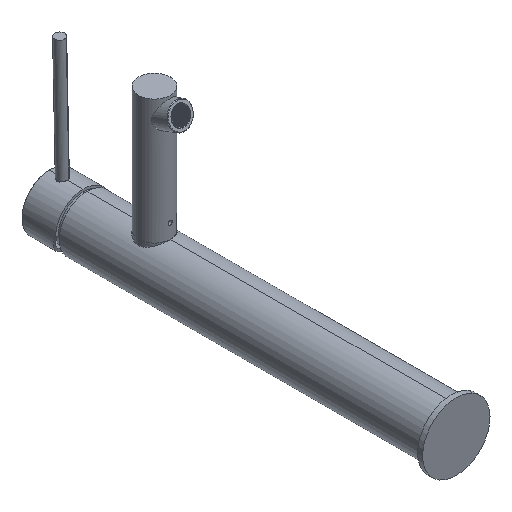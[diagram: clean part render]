
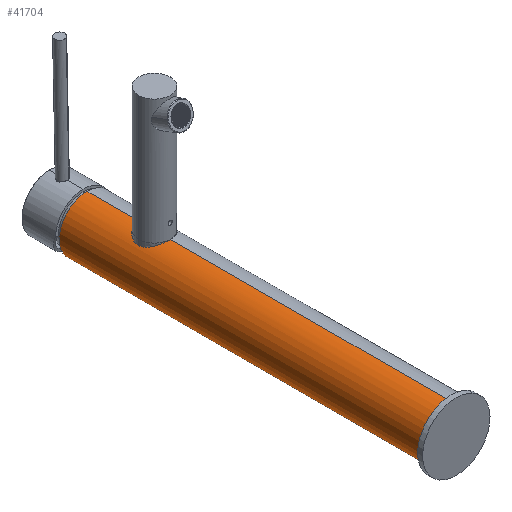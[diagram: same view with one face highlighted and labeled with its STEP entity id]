
A CAD part, isometric view. The second image highlights one B-rep face of the part: STEP entity #41704.
In plain terms, the highlighted cylindrical face has radius 22.225 mm (diameter 44.45 mm), a partial arc.
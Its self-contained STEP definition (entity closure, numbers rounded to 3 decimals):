
#452 = CARTESIAN_POINT ( 'NONE',  ( -7.867, 248.169, 10.289 ) ) ;
#783 = VERTEX_POINT ( 'NONE', #36391 ) ;
#1562 = CARTESIAN_POINT ( 'NONE',  ( 0., 292., 11.725 ) ) ;
#1865 = CARTESIAN_POINT ( 'NONE',  ( -3.016, 225.502, 11.523 ) ) ;
#2576 = CARTESIAN_POINT ( 'NONE',  ( -0.046, 225.15, 11.725 ) ) ;
#2927 = CARTESIAN_POINT ( 'NONE',  ( -10.905, 231.19, 8.868 ) ) ;
#3277 = CARTESIAN_POINT ( 'NONE',  ( -11.514, 232.28, 8.511 ) ) ;
#3643 = EDGE_CURVE ( 'NONE', #41425, #4949, #35685, .T. ) ;
#4236 = CARTESIAN_POINT ( 'NONE',  ( 0., 250.85, 11.725 ) ) ;
#4949 = VERTEX_POINT ( 'NONE', #43746 ) ;
#5847 = CARTESIAN_POINT ( 'NONE',  ( -6.498, 249.118, 10.767 ) ) ;
#7225 = CARTESIAN_POINT ( 'NONE',  ( 0., 292., -10.5 ) ) ;
#7815 = DIRECTION ( 'NONE',  ( 0., -1., 0. ) ) ;
#7965 = CARTESIAN_POINT ( 'NONE',  ( -12.159, 233.822, 8.104 ) ) ;
#8316 = CARTESIAN_POINT ( 'NONE',  ( -11.12, 231.548, 8.744 ) ) ;
#12973 = CARTESIAN_POINT ( 'NONE',  ( -10.429, 245.519, 9.128 ) ) ;
#13690 = CARTESIAN_POINT ( 'NONE',  ( -12.848, 238.896, 7.635 ) ) ;
#14040 = CARTESIAN_POINT ( 'NONE',  ( -3.427, 225.608, 11.463 ) ) ;
#14095 = DIRECTION ( 'NONE',  ( 0., -1., 0. ) ) ;
#14424 = CARTESIAN_POINT ( 'NONE',  ( 0., 0., -32.725 ) ) ;
#14788 = CIRCLE ( 'NONE', #44484, 22.225 ) ;
#15419 = EDGE_CURVE ( 'NONE', #66616, #41425, #42173, .T. ) ;
#15786 = VERTEX_POINT ( 'NONE', #14424 ) ;
#16594 = CARTESIAN_POINT ( 'NONE',  ( -2.973, 250.508, 11.529 ) ) ;
#16925 = CYLINDRICAL_SURFACE ( 'NONE', #44923, 22.225 ) ;
#16944 = CARTESIAN_POINT ( 'NONE',  ( -5.766, 249.514, 10.979 ) ) ;
#18352 = CARTESIAN_POINT ( 'NONE',  ( -12.759, 239.751, 7.699 ) ) ;
#18493 = CIRCLE ( 'NONE', #27636, 22.225 ) ;
#18695 = CARTESIAN_POINT ( 'NONE',  ( -11.693, 232.656, 8.401 ) ) ;
#19402 = CARTESIAN_POINT ( 'NONE',  ( -9.696, 229.527, 9.509 ) ) ;
#19516 = ORIENTED_EDGE ( 'NONE', *, *, #15419, .F. ) ;
#21276 = VECTOR ( 'NONE', #7815, 1000. ) ;
#21749 = EDGE_CURVE ( 'NONE', #34243, #51400, #51694, .T. ) ;
#21919 = CARTESIAN_POINT ( 'NONE',  ( 0., 292., 11.725 ) ) ;
#21955 = CARTESIAN_POINT ( 'NONE',  ( 0., 250.85, 11.725 ) ) ;
#21974 = VECTOR ( 'NONE', #26370, 1000. ) ;
#22284 = FACE_OUTER_BOUND ( 'NONE', #37835, .T. ) ;
#22308 = CARTESIAN_POINT ( 'NONE',  ( -8.501, 247.645, 10.038 ) ) ;
#22660 = CARTESIAN_POINT ( 'NONE',  ( -9.382, 246.791, 9.65 ) ) ;
#23718 = CARTESIAN_POINT ( 'NONE',  ( -5.805, 226.505, 10.968 ) ) ;
#24763 = CARTESIAN_POINT ( 'NONE',  ( -12.395, 241.416, 7.948 ) ) ;
#25708 = EDGE_CURVE ( 'NONE', #783, #34243, #14788, .T. ) ;
#26370 = DIRECTION ( 'NONE',  ( 0., -1., 0. ) ) ;
#27636 = AXIS2_PLACEMENT_3D ( 'NONE', #34292, #33931, #50766 ) ;
#27677 = CARTESIAN_POINT ( 'NONE',  ( -7.534, 248.418, 10.412 ) ) ;
#29078 = CARTESIAN_POINT ( 'NONE',  ( -7.885, 227.845, 10.282 ) ) ;
#30145 = CARTESIAN_POINT ( 'NONE',  ( -11.997, 242.623, 8.21 ) ) ;
#32634 = ORIENTED_EDGE ( 'NONE', *, *, #25708, .F. ) ;
#33395 = CARTESIAN_POINT ( 'NONE',  ( -10.18, 245.852, 9.259 ) ) ;
#33931 = DIRECTION ( 'NONE',  ( 0., 1., 0. ) ) ;
#34243 = VERTEX_POINT ( 'NONE', #21919 ) ;
#34292 = CARTESIAN_POINT ( 'NONE',  ( 0., 0., -10.5 ) ) ;
#34795 = CARTESIAN_POINT ( 'NONE',  ( -12.142, 242.229, 8.116 ) ) ;
#35014 = CARTESIAN_POINT ( 'NONE',  ( 0., 292., -32.725 ) ) ;
#35505 = CARTESIAN_POINT ( 'NONE',  ( -12.766, 236.306, 7.694 ) ) ;
#35685 = LINE ( 'NONE', #36393, #21974 ) ;
#36203 = CARTESIAN_POINT ( 'NONE',  ( -0.917, 225.153, 11.723 ) ) ;
#36391 = CARTESIAN_POINT ( 'NONE',  ( 0., 292., -32.725 ) ) ;
#36393 = CARTESIAN_POINT ( 'NONE',  ( 0., 292., 11.725 ) ) ;
#37835 = EDGE_LOOP ( 'NONE', ( #32634, #40406, #55374, #44341, #19516, #58075, #64442 ) ) ;
#38413 = CARTESIAN_POINT ( 'NONE',  ( -3.387, 250.403, 11.469 ) ) ;
#39104 = DIRECTION ( 'NONE',  ( 0., 0., 1. ) ) ;
#40178 = CARTESIAN_POINT ( 'NONE',  ( -8.523, 228.374, 10.029 ) ) ;
#40406 = ORIENTED_EDGE ( 'NONE', *, *, #55060, .T. ) ;
#41234 = CARTESIAN_POINT ( 'NONE',  ( -11.119, 244.495, 8.751 ) ) ;
#41425 = VERTEX_POINT ( 'NONE', #66777 ) ;
#41704 = ADVANCED_FACE ( 'NONE', ( #22284 ), #16925, .T. ) ;
#42173 = B_SPLINE_CURVE_WITH_KNOTS ( 'NONE', 3,
 ( #65324, #53871, #53509, #58877 ),
 .UNSPECIFIED., .F., .F.,
 ( 4, 4 ),
 ( 0.5, 0.501 ),
 .UNSPECIFIED. ) ;
#43744 = B_SPLINE_CURVE_WITH_KNOTS ( 'NONE', 3,
 ( #21955, #43796, #65656, #16594, #38413, #60274, #54909, #16944, #5847, #27677, #452, #22308, #66368, #22660, #44152, #33395, #12973, #41234, #68821, #30145, #34795, #24763, #68466, #18352, #13690, #45920, #35505, #62740, #51986, #7965, #57374, #18695, #3277, #8316, #2927, #46618, #19402, #50928, #40178, #29078, #51638, #63441, #23718, #51283, #45563, #14040, #1865, #67767, #36203, #2576 ),
 .UNSPECIFIED., .F., .F.,
 ( 4, 2, 2, 2, 2, 2, 2, 2, 2, 2, 2, 2, 2, 2, 2, 2, 2, 2, 2, 2, 2, 2, 2, 2, 4 ),
 ( 0., 0.031, 0.047, 0.063, 0.094, 0.109, 0.125, 0.141, 0.156, 0.188, 0.203, 0.219, 0.25, 0.281, 0.297, 0.313, 0.328, 0.344, 0.375, 0.391, 0.406, 0.437, 0.453, 0.469, 0.5 ),
 .UNSPECIFIED. ) ;
#43746 = CARTESIAN_POINT ( 'NONE',  ( 0., 0., 11.725 ) ) ;
#43796 = CARTESIAN_POINT ( 'NONE',  ( -0.87, 250.85, 11.725 ) ) ;
#44152 = CARTESIAN_POINT ( 'NONE',  ( -9.657, 246.487, 9.519 ) ) ;
#44341 = ORIENTED_EDGE ( 'NONE', *, *, #3643, .F. ) ;
#44484 = AXIS2_PLACEMENT_3D ( 'NONE', #47525, #58966, #64354 ) ;
#44923 = AXIS2_PLACEMENT_3D ( 'NONE', #7225, #65990, #39104 ) ;
#45563 = CARTESIAN_POINT ( 'NONE',  ( -4.239, 225.862, 11.321 ) ) ;
#45920 = CARTESIAN_POINT ( 'NONE',  ( -12.852, 237.158, 7.632 ) ) ;
#46618 = CARTESIAN_POINT ( 'NONE',  ( -10.215, 230.16, 9.246 ) ) ;
#47525 = CARTESIAN_POINT ( 'NONE',  ( 0., 292., -10.5 ) ) ;
#47641 = EDGE_CURVE ( 'NONE', #15786, #4949, #18493, .T. ) ;
#50766 = DIRECTION ( 'NONE',  ( 0., 0., -1. ) ) ;
#50786 = LINE ( 'NONE', #35014, #21276 ) ;
#50928 = CARTESIAN_POINT ( 'NONE',  ( -8.828, 228.654, 9.899 ) ) ;
#51283 = CARTESIAN_POINT ( 'NONE',  ( -4.642, 226.01, 11.239 ) ) ;
#51400 = VERTEX_POINT ( 'NONE', #4236 ) ;
#51638 = CARTESIAN_POINT ( 'NONE',  ( -7.555, 227.598, 10.404 ) ) ;
#51694 = LINE ( 'NONE', #1562, #66236 ) ;
#51986 = CARTESIAN_POINT ( 'NONE',  ( -12.409, 234.636, 7.939 ) ) ;
#52547 = EDGE_CURVE ( 'NONE', #51400, #66616, #43744, .T. ) ;
#53509 = CARTESIAN_POINT ( 'NONE',  ( -0.015, 225.15, 11.725 ) ) ;
#53871 = CARTESIAN_POINT ( 'NONE',  ( -0.031, 225.15, 11.725 ) ) ;
#54909 = CARTESIAN_POINT ( 'NONE',  ( -4.604, 250.004, 11.247 ) ) ;
#55060 = EDGE_CURVE ( 'NONE', #783, #15786, #50786, .T. ) ;
#55374 = ORIENTED_EDGE ( 'NONE', *, *, #47641, .T. ) ;
#57374 = CARTESIAN_POINT ( 'NONE',  ( -12.016, 233.427, 8.198 ) ) ;
#58075 = ORIENTED_EDGE ( 'NONE', *, *, #52547, .F. ) ;
#58877 = CARTESIAN_POINT ( 'NONE',  ( 0., 225.15, 11.725 ) ) ;
#58966 = DIRECTION ( 'NONE',  ( 0., 1., 0. ) ) ;
#60274 = CARTESIAN_POINT ( 'NONE',  ( -4.205, 250.15, 11.328 ) ) ;
#62740 = CARTESIAN_POINT ( 'NONE',  ( -12.514, 235.052, 7.867 ) ) ;
#63441 = CARTESIAN_POINT ( 'NONE',  ( -6.532, 226.903, 10.756 ) ) ;
#64354 = DIRECTION ( 'NONE',  ( 0., 0., -1. ) ) ;
#64358 = CARTESIAN_POINT ( 'NONE',  ( -0.046, 225.15, 11.725 ) ) ;
#64442 = ORIENTED_EDGE ( 'NONE', *, *, #21749, .F. ) ;
#65324 = CARTESIAN_POINT ( 'NONE',  ( -0.046, 225.15, 11.725 ) ) ;
#65656 = CARTESIAN_POINT ( 'NONE',  ( -1.721, 250.763, 11.674 ) ) ;
#65990 = DIRECTION ( 'NONE',  ( 0., -1., 0. ) ) ;
#66236 = VECTOR ( 'NONE', #14095, 1000. ) ;
#66368 = CARTESIAN_POINT ( 'NONE',  ( -8.804, 247.369, 9.909 ) ) ;
#66616 = VERTEX_POINT ( 'NONE', #64358 ) ;
#66777 = CARTESIAN_POINT ( 'NONE',  ( 0., 225.15, 11.725 ) ) ;
#67767 = CARTESIAN_POINT ( 'NONE',  ( -1.768, 225.244, 11.67 ) ) ;
#68466 = CARTESIAN_POINT ( 'NONE',  ( -12.502, 241.002, 7.876 ) ) ;
#68821 = CARTESIAN_POINT ( 'NONE',  ( -11.511, 243.772, 8.516 ) ) ;
